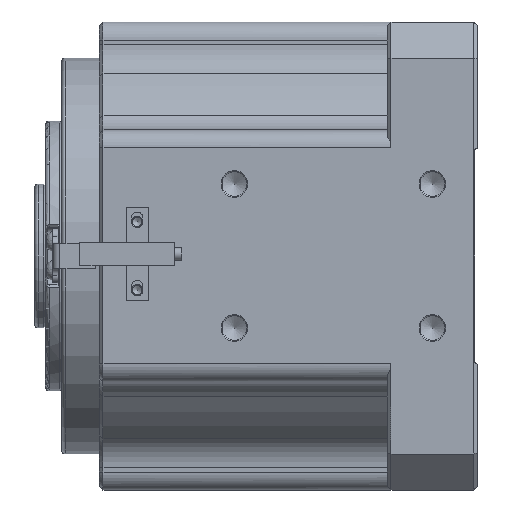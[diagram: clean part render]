
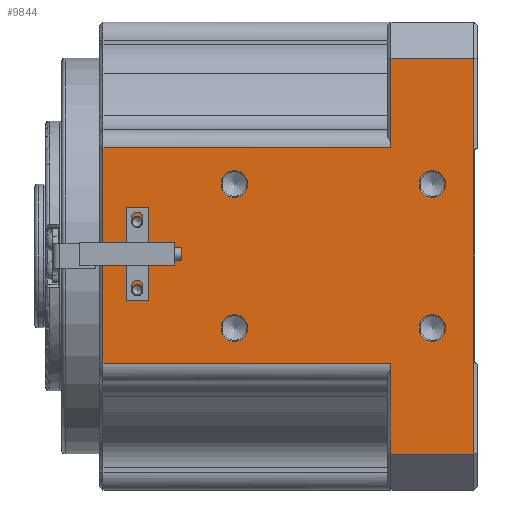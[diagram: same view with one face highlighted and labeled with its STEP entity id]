
A CAD part, left-side view. The second image highlights one B-rep face of the part: STEP entity #9844.
In plain terms, the highlighted planar face has unit normal (-1, 0, 0).
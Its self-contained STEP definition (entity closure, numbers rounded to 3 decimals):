
#798 = CIRCLE ( 'NONE', #29453, 3.7 ) ;
#3622 = CARTESIAN_POINT ( 'NONE',  ( -65., 12.5, 20. ) ) ;
#3633 = DIRECTION ( 'NONE',  ( 1., 0., 0. ) ) ;
#3682 = DIRECTION ( 'NONE',  ( 0., 0., -1. ) ) ;
#3802 = VECTOR ( 'NONE', #20101, 1000. ) ;
#4395 = VERTEX_POINT ( 'NONE', #41248 ) ;
#4538 = CARTESIAN_POINT ( 'NONE',  ( -65., 24., -30. ) ) ;
#4983 = EDGE_CURVE ( 'NONE', #44073, #29400, #22061, .T. ) ;
#5271 = DIRECTION ( 'NONE',  ( 0., -1., 0. ) ) ;
#5396 = CARTESIAN_POINT ( 'NONE',  ( -65., 105., -55. ) ) ;
#5408 = LINE ( 'NONE', #5396, #45626 ) ;
#5485 = ORIENTED_EDGE ( 'NONE', *, *, #24777, .T. ) ;
#5530 = VECTOR ( 'NONE', #6671, 1000. ) ;
#5535 = ORIENTED_EDGE ( 'NONE', *, *, #48560, .T. ) ;
#5944 = DIRECTION ( 'NONE',  ( 0., 0., -1. ) ) ;
#5997 = DIRECTION ( 'NONE',  ( 1., 0., 0. ) ) ;
#6013 = CARTESIAN_POINT ( 'NONE',  ( -65., 94.5, -9.5 ) ) ;
#6518 = DIRECTION ( 'NONE',  ( 0., 0., -1. ) ) ;
#6569 = DIRECTION ( 'NONE',  ( 1., 0., 0. ) ) ;
#6579 = CARTESIAN_POINT ( 'NONE',  ( -65., 12.5, -20. ) ) ;
#6671 = DIRECTION ( 'NONE',  ( 0., -1., 0. ) ) ;
#6712 = CARTESIAN_POINT ( 'NONE',  ( -65., 25., -30. ) ) ;
#6717 = LINE ( 'NONE', #6712, #5530 ) ;
#7821 = VERTEX_POINT ( 'NONE', #23436 ) ;
#8464 = ORIENTED_EDGE ( 'NONE', *, *, #19361, .T. ) ;
#8696 = CARTESIAN_POINT ( 'NONE',  ( -65., 104., 30. ) ) ;
#9739 = EDGE_LOOP ( 'NONE', ( #5485 ) ) ;
#9844 = ADVANCED_FACE ( 'NONE', ( #17458, #17419, #17411, #17368, #17359, #17284, #17221 ), #17214, .F. ) ;
#11304 = EDGE_CURVE ( 'NONE', #33786, #33786, #798, .T. ) ;
#12545 = AXIS2_PLACEMENT_3D ( 'NONE', #6013, #5997, #5944 ) ;
#12552 = EDGE_LOOP ( 'NONE', ( #5535 ) ) ;
#12556 = VERTEX_POINT ( 'NONE', #22257 ) ;
#13090 = EDGE_CURVE ( 'NONE', #44311, #36216, #28698, .T. ) ;
#13426 = ORIENTED_EDGE ( 'NONE', *, *, #22260, .T. ) ;
#14532 = CARTESIAN_POINT ( 'NONE',  ( -65., 24., 55. ) ) ;
#15605 = ORIENTED_EDGE ( 'NONE', *, *, #44269, .T. ) ;
#15688 = EDGE_CURVE ( 'NONE', #36216, #4395, #5408, .T. ) ;
#15820 = VECTOR ( 'NONE', #28828, 1000. ) ;
#16132 = VERTEX_POINT ( 'NONE', #31662 ) ;
#16426 = DIRECTION ( 'NONE',  ( 0., 0., -1. ) ) ;
#16471 = AXIS2_PLACEMENT_3D ( 'NONE', #17173, #16996, #16933 ) ;
#16484 = CARTESIAN_POINT ( 'NONE',  ( -65., 24., 30. ) ) ;
#16492 = LINE ( 'NONE', #16484, #23961 ) ;
#16678 = CARTESIAN_POINT ( 'NONE',  ( -65., 24., 30. ) ) ;
#16933 = DIRECTION ( 'NONE',  ( 0., 0., -1. ) ) ;
#16996 = DIRECTION ( 'NONE',  ( 1., 0., 0. ) ) ;
#17156 = DIRECTION ( 'NONE',  ( 0., 0., -1. ) ) ;
#17162 = DIRECTION ( 'NONE',  ( 1., 0., 0. ) ) ;
#17173 = CARTESIAN_POINT ( 'NONE',  ( -65., 67.5, 20. ) ) ;
#17205 = CARTESIAN_POINT ( 'NONE',  ( -65., 105., 65. ) ) ;
#17214 = PLANE ( 'NONE',  #35486 ) ;
#17221 = FACE_OUTER_BOUND ( 'NONE', #42223, .T. ) ;
#17284 = FACE_BOUND ( 'NONE', #9739, .T. ) ;
#17359 = FACE_BOUND ( 'NONE', #12552, .T. ) ;
#17368 = FACE_BOUND ( 'NONE', #30979, .T. ) ;
#17411 = FACE_BOUND ( 'NONE', #36196, .T. ) ;
#17419 = FACE_BOUND ( 'NONE', #20506, .T. ) ;
#17458 = FACE_BOUND ( 'NONE', #36947, .T. ) ;
#19071 = DIRECTION ( 'NONE',  ( 0., 0., -1. ) ) ;
#19120 = DIRECTION ( 'NONE',  ( 1., 0., 0. ) ) ;
#19252 = CARTESIAN_POINT ( 'NONE',  ( -65., 67.5, -20. ) ) ;
#19361 = EDGE_CURVE ( 'NONE', #29400, #44311, #6717, .T. ) ;
#19644 = AXIS2_PLACEMENT_3D ( 'NONE', #6579, #6569, #6518 ) ;
#19655 = VECTOR ( 'NONE', #21989, 1000. ) ;
#20101 = DIRECTION ( 'NONE',  ( 0., 0., 1. ) ) ;
#20156 = CARTESIAN_POINT ( 'NONE',  ( -65., 1., -30. ) ) ;
#20163 = LINE ( 'NONE', #20156, #3802 ) ;
#20229 = ORIENTED_EDGE ( 'NONE', *, *, #44973, .T. ) ;
#20365 = ORIENTED_EDGE ( 'NONE', *, *, #4983, .T. ) ;
#20506 = EDGE_LOOP ( 'NONE', ( #15605 ) ) ;
#20646 = AXIS2_PLACEMENT_3D ( 'NONE', #39354, #39303, #39243 ) ;
#21769 = CIRCLE ( 'NONE', #49698, 3.7 ) ;
#21989 = DIRECTION ( 'NONE',  ( 0., 0., -1. ) ) ;
#22008 = CARTESIAN_POINT ( 'NONE',  ( -65., 104., 65. ) ) ;
#22061 = LINE ( 'NONE', #22008, #19655 ) ;
#22257 = CARTESIAN_POINT ( 'NONE',  ( -65., 1., 55. ) ) ;
#22260 = EDGE_CURVE ( 'NONE', #4395, #12556, #20163, .T. ) ;
#22699 = CARTESIAN_POINT ( 'NONE',  ( -65., 24., -55. ) ) ;
#23436 = CARTESIAN_POINT ( 'NONE',  ( -65., 67.5, 16.3 ) ) ;
#23961 = VECTOR ( 'NONE', #16426, 1000. ) ;
#24777 = EDGE_CURVE ( 'NONE', #43430, #43430, #21769, .T. ) ;
#25256 = ORIENTED_EDGE ( 'NONE', *, *, #11304, .T. ) ;
#25688 = ORIENTED_EDGE ( 'NONE', *, *, #31918, .T. ) ;
#25741 = EDGE_CURVE ( 'NONE', #33798, #33798, #36051, .T. ) ;
#26395 = ORIENTED_EDGE ( 'NONE', *, *, #25741, .T. ) ;
#26649 = EDGE_CURVE ( 'NONE', #31281, #31099, #16492, .T. ) ;
#28698 = LINE ( 'NONE', #28821, #15820 ) ;
#28821 = CARTESIAN_POINT ( 'NONE',  ( -65., 24., -55. ) ) ;
#28828 = DIRECTION ( 'NONE',  ( 0., 0., -1. ) ) ;
#28981 = ORIENTED_EDGE ( 'NONE', *, *, #39889, .T. ) ;
#29400 = VERTEX_POINT ( 'NONE', #41690 ) ;
#29418 = CARTESIAN_POINT ( 'NONE',  ( -65., 12.5, -23.7 ) ) ;
#29453 = AXIS2_PLACEMENT_3D ( 'NONE', #3622, #3633, #3682 ) ;
#30979 = EDGE_LOOP ( 'NONE', ( #25688 ) ) ;
#31099 = VERTEX_POINT ( 'NONE', #16678 ) ;
#31281 = VERTEX_POINT ( 'NONE', #14532 ) ;
#31662 = CARTESIAN_POINT ( 'NONE',  ( -65., 94.5, -11.05 ) ) ;
#31918 = EDGE_CURVE ( 'NONE', #33254, #33254, #41368, .T. ) ;
#32395 = VECTOR ( 'NONE', #36059, 1000. ) ;
#33254 = VERTEX_POINT ( 'NONE', #29418 ) ;
#33561 = CARTESIAN_POINT ( 'NONE',  ( -65., 94.5, 7.95 ) ) ;
#33613 = CARTESIAN_POINT ( 'NONE',  ( -65., 12.5, 16.3 ) ) ;
#33773 = ORIENTED_EDGE ( 'NONE', *, *, #13090, .T. ) ;
#33786 = VERTEX_POINT ( 'NONE', #33613 ) ;
#33798 = VERTEX_POINT ( 'NONE', #33561 ) ;
#34307 = ORIENTED_EDGE ( 'NONE', *, *, #15688, .T. ) ;
#34471 = CIRCLE ( 'NONE', #12545, 1.55 ) ;
#35486 = AXIS2_PLACEMENT_3D ( 'NONE', #17205, #17162, #17156 ) ;
#36051 = CIRCLE ( 'NONE', #20646, 1.55 ) ;
#36059 = DIRECTION ( 'NONE',  ( 0., 1., 0. ) ) ;
#36071 = CARTESIAN_POINT ( 'NONE',  ( -65., 105., 30. ) ) ;
#36128 = LINE ( 'NONE', #36071, #32395 ) ;
#36196 = EDGE_LOOP ( 'NONE', ( #25256 ) ) ;
#36216 = VERTEX_POINT ( 'NONE', #22699 ) ;
#36380 = DIRECTION ( 'NONE',  ( 0., 1., 0. ) ) ;
#36426 = CARTESIAN_POINT ( 'NONE',  ( -65., 105., 55. ) ) ;
#36432 = LINE ( 'NONE', #36426, #44432 ) ;
#36947 = EDGE_LOOP ( 'NONE', ( #26395 ) ) ;
#37600 = ORIENTED_EDGE ( 'NONE', *, *, #26649, .T. ) ;
#38255 = CIRCLE ( 'NONE', #16471, 3.7 ) ;
#39243 = DIRECTION ( 'NONE',  ( 0., 0., -1. ) ) ;
#39303 = DIRECTION ( 'NONE',  ( 1., 0., 0. ) ) ;
#39354 = CARTESIAN_POINT ( 'NONE',  ( -65., 94.5, 9.5 ) ) ;
#39889 = EDGE_CURVE ( 'NONE', #12556, #31281, #36432, .T. ) ;
#41248 = CARTESIAN_POINT ( 'NONE',  ( -65., 1., -55. ) ) ;
#41368 = CIRCLE ( 'NONE', #19644, 3.7 ) ;
#41690 = CARTESIAN_POINT ( 'NONE',  ( -65., 104., -30. ) ) ;
#42223 = EDGE_LOOP ( 'NONE', ( #20229, #20365, #8464, #33773, #34307, #13426, #28981, #37600 ) ) ;
#42688 = CARTESIAN_POINT ( 'NONE',  ( -65., 67.5, -23.7 ) ) ;
#43430 = VERTEX_POINT ( 'NONE', #42688 ) ;
#44073 = VERTEX_POINT ( 'NONE', #8696 ) ;
#44269 = EDGE_CURVE ( 'NONE', #16132, #16132, #34471, .T. ) ;
#44311 = VERTEX_POINT ( 'NONE', #4538 ) ;
#44432 = VECTOR ( 'NONE', #36380, 1000. ) ;
#44973 = EDGE_CURVE ( 'NONE', #31099, #44073, #36128, .T. ) ;
#45626 = VECTOR ( 'NONE', #5271, 1000. ) ;
#48560 = EDGE_CURVE ( 'NONE', #7821, #7821, #38255, .T. ) ;
#49698 = AXIS2_PLACEMENT_3D ( 'NONE', #19252, #19120, #19071 ) ;
